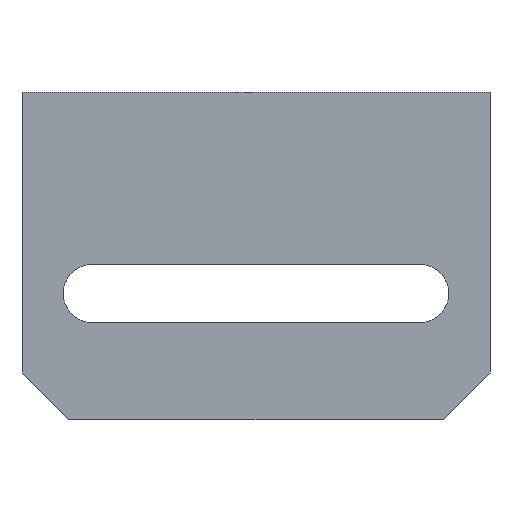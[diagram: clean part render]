
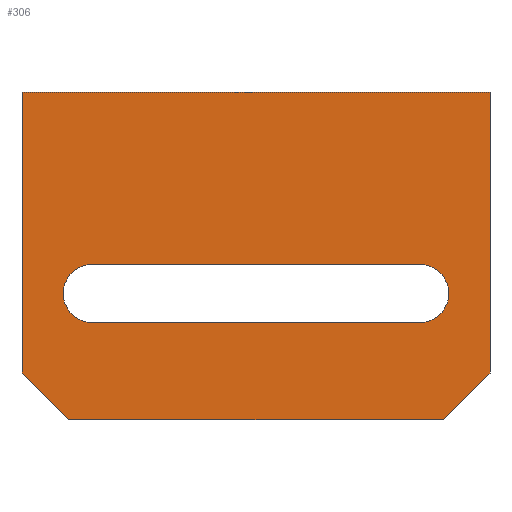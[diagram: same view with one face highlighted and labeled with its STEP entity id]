
A CAD part, front view. The second image highlights one B-rep face of the part: STEP entity #306.
In plain terms, the highlighted planar face has unit normal (0, -1, 0).
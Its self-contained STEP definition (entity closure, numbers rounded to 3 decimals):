
#13 = DIRECTION ( 'NONE',  ( 0.707, 0., -0.707 ) ) ;
#30 = DIRECTION ( 'NONE',  ( -1., 0., 0. ) ) ;
#34 = VERTEX_POINT ( 'NONE', #122 ) ;
#40 = AXIS2_PLACEMENT_3D ( 'NONE', #754, #72, #273 ) ;
#42 = CARTESIAN_POINT ( 'NONE',  ( -17.5, 0., -18.4 ) ) ;
#51 = EDGE_CURVE ( 'NONE', #34, #489, #603, .T. ) ;
#72 = DIRECTION ( 'NONE',  ( 0., 1., 0. ) ) ;
#73 = CARTESIAN_POINT ( 'NONE',  ( 20., 0., -35. ) ) ;
#74 = VERTEX_POINT ( 'NONE', #195 ) ;
#81 = CARTESIAN_POINT ( 'NONE',  ( -15., 0., -40. ) ) ;
#88 = CARTESIAN_POINT ( 'NONE',  ( 25., 0., 0. ) ) ;
#99 = PLANE ( 'NONE',  #552 ) ;
#101 = VERTEX_POINT ( 'NONE', #331 ) ;
#102 = DIRECTION ( 'NONE',  ( 1., 0., 0. ) ) ;
#105 = EDGE_CURVE ( 'NONE', #838, #101, #133, .T. ) ;
#114 = DIRECTION ( 'NONE',  ( -1., 0., 0. ) ) ;
#122 = CARTESIAN_POINT ( 'NONE',  ( -25., 0., -30. ) ) ;
#123 = VERTEX_POINT ( 'NONE', #162 ) ;
#133 = LINE ( 'NONE', #341, #722 ) ;
#136 = DIRECTION ( 'NONE',  ( 0., 0., 1. ) ) ;
#143 = VECTOR ( 'NONE', #558, 1000. ) ;
#162 = CARTESIAN_POINT ( 'NONE',  ( 17.5, 0., -18.4 ) ) ;
#165 = ORIENTED_EDGE ( 'NONE', *, *, #51, .F. ) ;
#179 = EDGE_LOOP ( 'NONE', ( #626, #585, #333, #588 ) ) ;
#190 = ORIENTED_EDGE ( 'NONE', *, *, #205, .F. ) ;
#195 = CARTESIAN_POINT ( 'NONE',  ( -17.5, 0., -24.6 ) ) ;
#200 = DIRECTION ( 'NONE',  ( 0., 0., 1. ) ) ;
#205 = EDGE_CURVE ( 'NONE', #241, #312, #700, .T. ) ;
#207 = CARTESIAN_POINT ( 'NONE',  ( 25., 0., -35. ) ) ;
#211 = AXIS2_PLACEMENT_3D ( 'NONE', #533, #255, #136 ) ;
#212 = CARTESIAN_POINT ( 'NONE',  ( 40., 0., -15. ) ) ;
#241 = VERTEX_POINT ( 'NONE', #73 ) ;
#244 = ORIENTED_EDGE ( 'NONE', *, *, #105, .T. ) ;
#255 = DIRECTION ( 'NONE',  ( 0., 1., 0. ) ) ;
#273 = DIRECTION ( 'NONE',  ( 0., 0., 1. ) ) ;
#291 = CARTESIAN_POINT ( 'NONE',  ( -17.5, 0., -18.4 ) ) ;
#306 = ADVANCED_FACE ( 'NONE', ( #449, #445 ), #99, .T. ) ;
#310 = DIRECTION ( 'NONE',  ( 0., 0., -1. ) ) ;
#312 = VERTEX_POINT ( 'NONE', #856 ) ;
#329 = CARTESIAN_POINT ( 'NONE',  ( 17.5, 0., -24.6 ) ) ;
#331 = CARTESIAN_POINT ( 'NONE',  ( 25., 0., 0. ) ) ;
#333 = ORIENTED_EDGE ( 'NONE', *, *, #528, .T. ) ;
#341 = CARTESIAN_POINT ( 'NONE',  ( 25., 0., 0. ) ) ;
#387 = CARTESIAN_POINT ( 'NONE',  ( 25., 0., -30. ) ) ;
#445 = FACE_OUTER_BOUND ( 'NONE', #662, .T. ) ;
#448 = LINE ( 'NONE', #88, #741 ) ;
#449 = FACE_BOUND ( 'NONE', #179, .T. ) ;
#484 = LINE ( 'NONE', #81, #583 ) ;
#489 = VERTEX_POINT ( 'NONE', #824 ) ;
#500 = ORIENTED_EDGE ( 'NONE', *, *, #553, .T. ) ;
#508 = VECTOR ( 'NONE', #200, 1000. ) ;
#522 = ORIENTED_EDGE ( 'NONE', *, *, #563, .T. ) ;
#528 = EDGE_CURVE ( 'NONE', #123, #872, #739, .T. ) ;
#533 = CARTESIAN_POINT ( 'NONE',  ( -17.5, 0., -21.5 ) ) ;
#552 = AXIS2_PLACEMENT_3D ( 'NONE', #661, #641, #310 ) ;
#553 = EDGE_CURVE ( 'NONE', #241, #838, #557, .T. ) ;
#557 = LINE ( 'NONE', #212, #882 ) ;
#558 = DIRECTION ( 'NONE',  ( -1., 0., 0. ) ) ;
#563 = EDGE_CURVE ( 'NONE', #34, #312, #484, .T. ) ;
#567 = LINE ( 'NONE', #291, #756 ) ;
#583 = VECTOR ( 'NONE', #13, 1000. ) ;
#585 = ORIENTED_EDGE ( 'NONE', *, *, #734, .T. ) ;
#588 = ORIENTED_EDGE ( 'NONE', *, *, #787, .T. ) ;
#603 = LINE ( 'NONE', #610, #508 ) ;
#610 = CARTESIAN_POINT ( 'NONE',  ( -25., 0., 0. ) ) ;
#611 = VECTOR ( 'NONE', #114, 1000. ) ;
#626 = ORIENTED_EDGE ( 'NONE', *, *, #819, .T. ) ;
#641 = DIRECTION ( 'NONE',  ( 0., -1., 0. ) ) ;
#659 = LINE ( 'NONE', #814, #611 ) ;
#661 = CARTESIAN_POINT ( 'NONE',  ( 25., 0., 0. ) ) ;
#662 = EDGE_LOOP ( 'NONE', ( #165, #522, #190, #500, #244, #783 ) ) ;
#693 = EDGE_CURVE ( 'NONE', #101, #489, #448, .T. ) ;
#699 = DIRECTION ( 'NONE',  ( 0.707, 0., 0.707 ) ) ;
#700 = LINE ( 'NONE', #207, #143 ) ;
#722 = VECTOR ( 'NONE', #816, 1000. ) ;
#734 = EDGE_CURVE ( 'NONE', #737, #123, #567, .T. ) ;
#737 = VERTEX_POINT ( 'NONE', #42 ) ;
#739 = CIRCLE ( 'NONE', #40, 3.1 ) ;
#741 = VECTOR ( 'NONE', #30, 1000. ) ;
#754 = CARTESIAN_POINT ( 'NONE',  ( 17.5, 0., -21.5 ) ) ;
#756 = VECTOR ( 'NONE', #102, 1000. ) ;
#779 = CIRCLE ( 'NONE', #211, 3.1 ) ;
#783 = ORIENTED_EDGE ( 'NONE', *, *, #693, .T. ) ;
#787 = EDGE_CURVE ( 'NONE', #872, #74, #659, .T. ) ;
#814 = CARTESIAN_POINT ( 'NONE',  ( -17.5, 0., -24.6 ) ) ;
#816 = DIRECTION ( 'NONE',  ( 0., 0., 1. ) ) ;
#819 = EDGE_CURVE ( 'NONE', #74, #737, #779, .T. ) ;
#824 = CARTESIAN_POINT ( 'NONE',  ( -25., 0., 0. ) ) ;
#838 = VERTEX_POINT ( 'NONE', #387 ) ;
#856 = CARTESIAN_POINT ( 'NONE',  ( -20., 0., -35. ) ) ;
#872 = VERTEX_POINT ( 'NONE', #329 ) ;
#882 = VECTOR ( 'NONE', #699, 1000. ) ;
